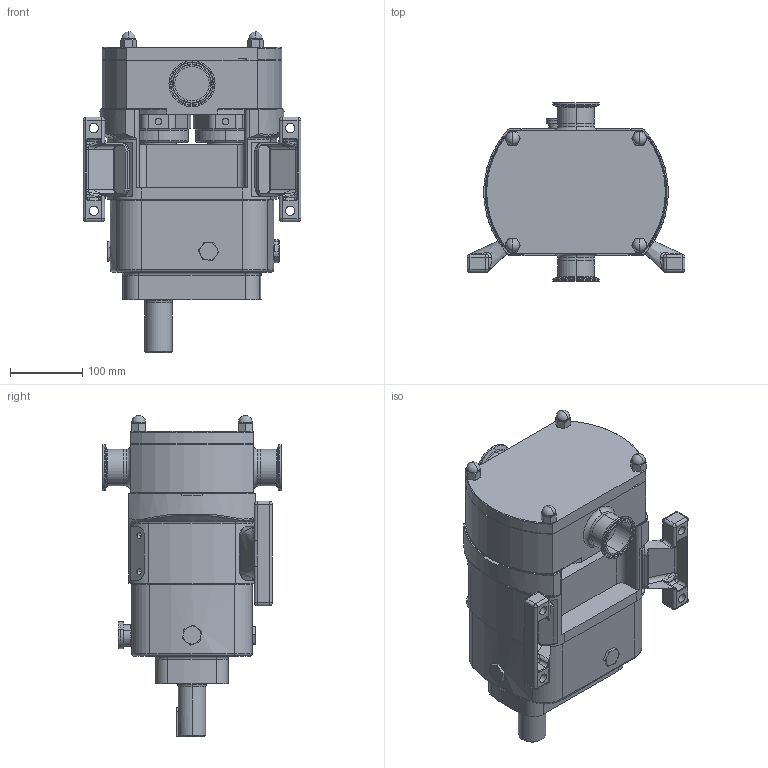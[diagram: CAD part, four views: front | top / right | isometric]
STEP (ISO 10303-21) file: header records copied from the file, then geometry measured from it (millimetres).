
FILE_DESCRIPTION (( 'STEP AP214' ), '1' );
FILE_NAME ('GA3739.STEP', '2024-11-07T16:15:43', ( '' ), ( '' ), 'SwSTEP 2.0', 'SolidWorks 2023', '' );
FILE_SCHEMA (( 'AUTOMOTIVE_DESIGN' ));
Length unit declared in the file: millimetre
Products named in the file (3): GA3739; CP30-0069-12 V L; Z94-5121-33 - 2 INCH
Assembly tree (3 placements, depth 2):
  GA3739
    CP30-0069-12 V L
    Z94-5121-33 - 2 INCH  x2
Bounding box: 302.31 x 247 x 445.58 mm (x, y, z)
Volume: 11465741.9 mm3; surface area: 531109.8 mm2
Topology: 5 solids, 5 shells, 740 faces, 1828 edges, 1096 vertices
Faces by surface type: plane 269, cylinder 242, torus 88, bspline 72, cone 37, sphere 32
Entity records: 28469 total; most frequent: CARTESIAN_POINT 11901, ORIENTED_EDGE 3492, DIRECTION 3454, EDGE_CURVE 1746, AXIS2_PLACEMENT_3D 1361, VERTEX_POINT 1068, EDGE_LOOP 764, LINE 732
